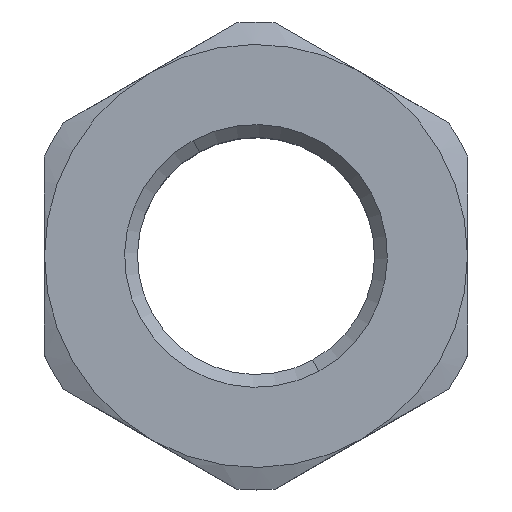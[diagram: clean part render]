
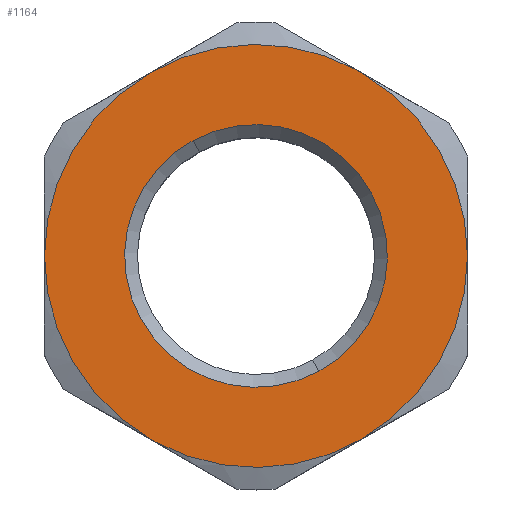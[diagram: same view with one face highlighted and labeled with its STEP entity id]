
A CAD part, top view. The second image highlights one B-rep face of the part: STEP entity #1164.
In plain terms, the highlighted planar face has unit normal (0, 0, 1).
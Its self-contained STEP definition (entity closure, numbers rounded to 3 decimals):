
#1002=AXIS2_PLACEMENT_3D('Circle Axis2P3D',#1000,#1001,$) ;
#1013=AXIS2_PLACEMENT_3D('Circle Axis2P3D',#1011,#1012,$) ;
#1027=AXIS2_PLACEMENT_3D('Circle Axis2P3D',#1025,#1026,$) ;
#1039=AXIS2_PLACEMENT_3D('Circle Axis2P3D',#1037,#1038,$) ;
#1058=AXIS2_PLACEMENT_3D('Circle Axis2P3D',#1056,#1057,$) ;
#1069=AXIS2_PLACEMENT_3D('Circle Axis2P3D',#1067,#1068,$) ;
#1083=AXIS2_PLACEMENT_3D('Circle Axis2P3D',#1081,#1082,$) ;
#1095=AXIS2_PLACEMENT_3D('Circle Axis2P3D',#1093,#1094,$) ;
#1134=AXIS2_PLACEMENT_3D('Plane Axis2P3D',#1131,#1132,#1133) ;
#1148=AXIS2_PLACEMENT_3D('Circle Axis2P3D',#1146,#1147,$) ;
#1157=AXIS2_PLACEMENT_3D('Circle Axis2P3D',#1155,#1156,$) ;
#525=CARTESIAN_POINT('Vertex',(33.,18.25,21.)) ;
#594=CARTESIAN_POINT('Vertex',(24.75,3.961,21.)) ;
#707=CARTESIAN_POINT('Vertex',(8.25,3.961,21.)) ;
#781=CARTESIAN_POINT('Vertex',(0.,18.25,21.)) ;
#858=CARTESIAN_POINT('Vertex',(8.25,32.539,21.)) ;
#965=CARTESIAN_POINT('Vertex',(24.75,32.539,21.)) ;
#997=CARTESIAN_POINT('Vertex',(8.589,3.77,21.)) ;
#1000=CARTESIAN_POINT('Axis2P3D Location',(16.5,18.25,21.)) ;
#1011=CARTESIAN_POINT('Axis2P3D Location',(16.5,18.25,21.)) ;
#1025=CARTESIAN_POINT('Axis2P3D Location',(16.5,18.25,21.)) ;
#1037=CARTESIAN_POINT('Axis2P3D Location',(16.5,18.25,21.)) ;
#1053=CARTESIAN_POINT('Vertex',(24.411,32.73,21.)) ;
#1056=CARTESIAN_POINT('Axis2P3D Location',(16.5,18.25,21.)) ;
#1067=CARTESIAN_POINT('Axis2P3D Location',(16.5,18.25,21.)) ;
#1081=CARTESIAN_POINT('Axis2P3D Location',(16.5,18.25,21.)) ;
#1093=CARTESIAN_POINT('Axis2P3D Location',(16.5,18.25,21.)) ;
#1131=CARTESIAN_POINT('Axis2P3D Location',(16.5,18.25,21.)) ;
#1146=CARTESIAN_POINT('Axis2P3D Location',(16.5,18.25,21.)) ;
#1150=CARTESIAN_POINT('Vertex',(11.586,27.245,21.)) ;
#1152=CARTESIAN_POINT('Vertex',(21.414,9.255,21.)) ;
#1155=CARTESIAN_POINT('Axis2P3D Location',(16.5,18.25,21.)) ;
#1001=DIRECTION('Axis2P3D Direction',(0.,0.,-1.)) ;
#1012=DIRECTION('Axis2P3D Direction',(0.,0.,-1.)) ;
#1026=DIRECTION('Axis2P3D Direction',(0.,0.,-1.)) ;
#1038=DIRECTION('Axis2P3D Direction',(0.,0.,-1.)) ;
#1057=DIRECTION('Axis2P3D Direction',(0.,0.,-1.)) ;
#1068=DIRECTION('Axis2P3D Direction',(0.,0.,-1.)) ;
#1082=DIRECTION('Axis2P3D Direction',(0.,0.,-1.)) ;
#1094=DIRECTION('Axis2P3D Direction',(0.,0.,-1.)) ;
#1132=DIRECTION('Axis2P3D Direction',(0.,0.,-1.)) ;
#1133=DIRECTION('Axis2P3D XDirection',(0.,1.,0.)) ;
#1147=DIRECTION('Axis2P3D Direction',(0.,0.,-1.)) ;
#1156=DIRECTION('Axis2P3D Direction',(0.,0.,-1.)) ;
#1137=ORIENTED_EDGE('',*,*,#1004,.F.) ;
#1138=ORIENTED_EDGE('',*,*,#1015,.F.) ;
#1139=ORIENTED_EDGE('',*,*,#1029,.F.) ;
#1140=ORIENTED_EDGE('',*,*,#1041,.F.) ;
#1141=ORIENTED_EDGE('',*,*,#1060,.F.) ;
#1142=ORIENTED_EDGE('',*,*,#1071,.F.) ;
#1143=ORIENTED_EDGE('',*,*,#1085,.F.) ;
#1144=ORIENTED_EDGE('',*,*,#1097,.F.) ;
#1161=ORIENTED_EDGE('',*,*,#1154,.T.) ;
#1162=ORIENTED_EDGE('',*,*,#1159,.T.) ;
#1163=FACE_BOUND('',#1160,.T.) ;
#1164=ADVANCED_FACE('Adapter_M25-M20.1\\Koerper.2',(#1145,#1163),#1135,.F.) ;
#1003=CIRCLE('generated circle',#1002,16.5) ;
#1014=CIRCLE('generated circle',#1013,16.5) ;
#1028=CIRCLE('generated circle',#1027,16.5) ;
#1040=CIRCLE('generated circle',#1039,16.5) ;
#1059=CIRCLE('generated circle',#1058,16.5) ;
#1070=CIRCLE('generated circle',#1069,16.5) ;
#1084=CIRCLE('generated circle',#1083,16.5) ;
#1096=CIRCLE('generated circle',#1095,16.5) ;
#1149=CIRCLE('generated circle',#1148,10.25) ;
#1158=CIRCLE('generated circle',#1157,10.25) ;
#1004=EDGE_CURVE('',#998,#708,#1003,.T.) ;
#1015=EDGE_CURVE('',#595,#998,#1014,.T.) ;
#1029=EDGE_CURVE('',#526,#595,#1028,.T.) ;
#1041=EDGE_CURVE('',#966,#526,#1040,.T.) ;
#1060=EDGE_CURVE('',#1054,#966,#1059,.T.) ;
#1071=EDGE_CURVE('',#859,#1054,#1070,.T.) ;
#1085=EDGE_CURVE('',#782,#859,#1084,.T.) ;
#1097=EDGE_CURVE('',#708,#782,#1096,.T.) ;
#1154=EDGE_CURVE('',#1151,#1153,#1149,.T.) ;
#1159=EDGE_CURVE('',#1153,#1151,#1158,.T.) ;
#1136=EDGE_LOOP('',(#1137,#1138,#1139,#1140,#1141,#1142,#1143,#1144)) ;
#1160=EDGE_LOOP('',(#1161,#1162)) ;
#1145=FACE_OUTER_BOUND('',#1136,.T.) ;
#1135=PLANE('',#1134) ;
#526=VERTEX_POINT('',#525) ;
#595=VERTEX_POINT('',#594) ;
#708=VERTEX_POINT('',#707) ;
#782=VERTEX_POINT('',#781) ;
#859=VERTEX_POINT('',#858) ;
#966=VERTEX_POINT('',#965) ;
#998=VERTEX_POINT('',#997) ;
#1054=VERTEX_POINT('',#1053) ;
#1151=VERTEX_POINT('',#1150) ;
#1153=VERTEX_POINT('',#1152) ;
